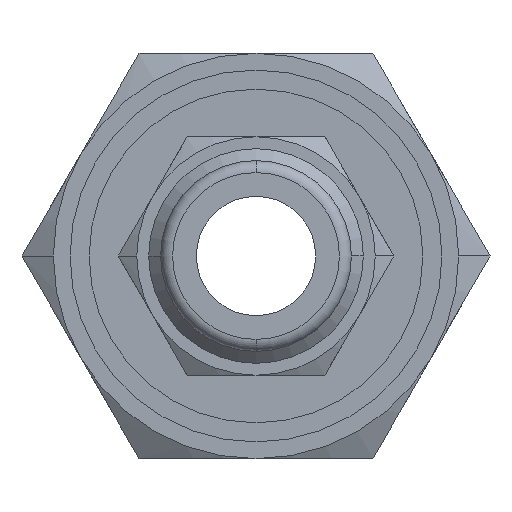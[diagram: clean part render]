
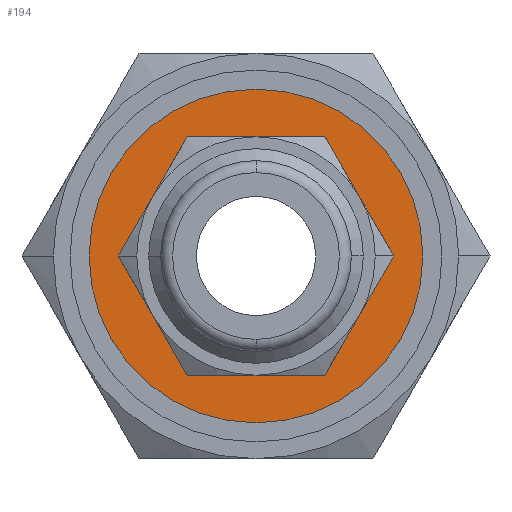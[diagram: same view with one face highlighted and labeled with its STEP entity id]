
A CAD part, front view. The second image highlights one B-rep face of the part: STEP entity #194.
In plain terms, the highlighted planar face has unit normal (0, -1, 0).
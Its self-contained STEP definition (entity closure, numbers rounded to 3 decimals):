
#194=ADVANCED_FACE('',(#420,#421),#422,.T.);
#420=FACE_OUTER_BOUND('',#675,.T.);
#421=FACE_BOUND('',#676,.T.);
#422=PLANE('',#677);
#675=EDGE_LOOP('',(#1174,#1175));
#676=EDGE_LOOP('',(#1176,#1177));
#677=AXIS2_PLACEMENT_3D('',#1178,#1179,#1180);
#1174=ORIENTED_EDGE('',*,*,#1642,.T.);
#1175=ORIENTED_EDGE('',*,*,#1590,.T.);
#1176=ORIENTED_EDGE('',*,*,#1554,.F.);
#1177=ORIENTED_EDGE('',*,*,#1643,.F.);
#1178=CARTESIAN_POINT('',(0.0,23.5,0.0));
#1179=DIRECTION('',(0.0,-1.0,0.0));
#1180=DIRECTION('',(-1.0,0.0,0.0));
#1554=EDGE_CURVE('',#1871,#1869,#1873,.T.);
#1590=EDGE_CURVE('',#1924,#1921,#1925,.T.);
#1642=EDGE_CURVE('',#1921,#1924,#1990,.T.);
#1643=EDGE_CURVE('',#1869,#1871,#1991,.T.);
#1869=VERTEX_POINT('',#2537);
#1871=VERTEX_POINT('',#2540);
#1873=CIRCLE('',#2543,4.5);
#1921=VERTEX_POINT('',#2696);
#1924=VERTEX_POINT('',#2700);
#1925=CIRCLE('',#2701,7.0);
#1990=CIRCLE('',#2874,7.0);
#1991=CIRCLE('',#2875,4.5);
#2537=CARTESIAN_POINT('',(4.5,23.5,0.));
#2540=CARTESIAN_POINT('',(-4.5,23.5,0.));
#2543=AXIS2_PLACEMENT_3D('',#3102,#3103,#3104);
#2696=CARTESIAN_POINT('',(7.0,23.5,0.0));
#2700=CARTESIAN_POINT('',(-7.0,23.5,0.));
#2701=AXIS2_PLACEMENT_3D('',#3142,#3143,#3144);
#2874=AXIS2_PLACEMENT_3D('',#3208,#3209,#3210);
#2875=AXIS2_PLACEMENT_3D('',#3211,#3212,#3213);
#3102=CARTESIAN_POINT('',(0.0,23.5,0.0));
#3103=DIRECTION('',(0.0,-1.0,0.0));
#3104=DIRECTION('',(1.0,0.0,0.0));
#3142=CARTESIAN_POINT('',(0.0,23.5,0.0));
#3143=DIRECTION('',(0.0,-1.0,0.0));
#3144=DIRECTION('',(1.0,0.0,0.0));
#3208=CARTESIAN_POINT('',(0.0,23.5,0.0));
#3209=DIRECTION('',(0.0,-1.0,0.0));
#3210=DIRECTION('',(1.0,0.0,0.0));
#3211=CARTESIAN_POINT('',(0.0,23.5,0.0));
#3212=DIRECTION('',(0.0,-1.0,0.0));
#3213=DIRECTION('',(1.0,0.0,0.0));
